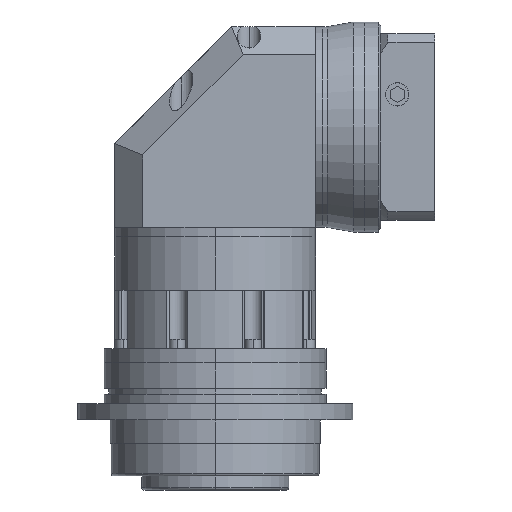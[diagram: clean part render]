
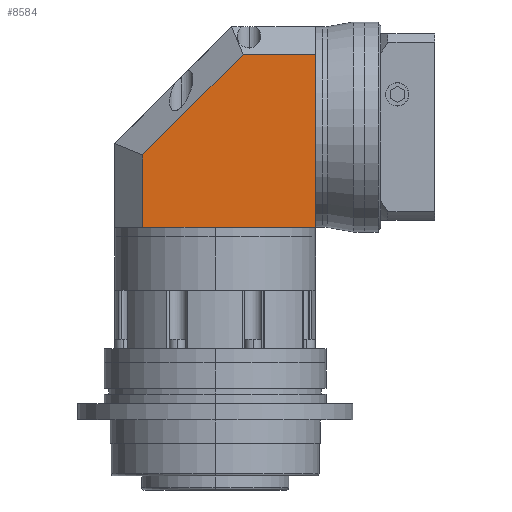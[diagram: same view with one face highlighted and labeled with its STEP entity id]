
A CAD part, left-side view. The second image highlights one B-rep face of the part: STEP entity #8584.
In plain terms, the highlighted planar face has unit normal (-1, 0, 0).
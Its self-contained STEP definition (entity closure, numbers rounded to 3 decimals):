
#464 = EDGE_CURVE ( 'NONE', #6954, #6868, #6795, .T. ) ;
#498 = VERTEX_POINT ( 'NONE', #14839 ) ;
#865 = CARTESIAN_POINT ( 'NONE',  ( -43., -43., 86. ) ) ;
#924 = CARTESIAN_POINT ( 'NONE',  ( -43., 0., 0. ) ) ;
#2128 = VECTOR ( 'NONE', #15711, 1000. ) ;
#2722 = CARTESIAN_POINT ( 'NONE',  ( -43., 31., 86. ) ) ;
#2875 = LINE ( 'NONE', #5770, #5025 ) ;
#3101 = VECTOR ( 'NONE', #12118, 1000. ) ;
#3302 = VECTOR ( 'NONE', #13049, 1000. ) ;
#3467 = VERTEX_POINT ( 'NONE', #11060 ) ;
#3982 = VERTEX_POINT ( 'NONE', #8132 ) ;
#4037 = DIRECTION ( 'NONE',  ( 0., 0., -1. ) ) ;
#4471 = EDGE_CURVE ( 'NONE', #12074, #6868, #6598, .T. ) ;
#4518 = LINE ( 'NONE', #8604, #11143 ) ;
#4530 = DIRECTION ( 'NONE',  ( 0., 1., 0. ) ) ;
#4557 = EDGE_CURVE ( 'NONE', #498, #12074, #5439, .T. ) ;
#4570 = PLANE ( 'NONE',  #8881 ) ;
#4765 = ORIENTED_EDGE ( 'NONE', *, *, #14406, .T. ) ;
#5025 = VECTOR ( 'NONE', #4530, 1000. ) ;
#5439 = LINE ( 'NONE', #5766, #2128 ) ;
#5766 = CARTESIAN_POINT ( 'NONE',  ( -43., -43., 0. ) ) ;
#5770 = CARTESIAN_POINT ( 'NONE',  ( -43., -43., 74. ) ) ;
#5827 = CARTESIAN_POINT ( 'NONE',  ( -43., -43., 86. ) ) ;
#5867 = ORIENTED_EDGE ( 'NONE', *, *, #464, .F. ) ;
#5941 = ORIENTED_EDGE ( 'NONE', *, *, #8543, .T. ) ;
#6598 = LINE ( 'NONE', #6724, #3302 ) ;
#6724 = CARTESIAN_POINT ( 'NONE',  ( -43., -43., 0. ) ) ;
#6795 = LINE ( 'NONE', #865, #3101 ) ;
#6868 = VERTEX_POINT ( 'NONE', #15559 ) ;
#6954 = VERTEX_POINT ( 'NONE', #13233 ) ;
#7582 = ORIENTED_EDGE ( 'NONE', *, *, #13453, .F. ) ;
#7807 = VECTOR ( 'NONE', #4037, 1000. ) ;
#8132 = CARTESIAN_POINT ( 'NONE',  ( -43., -43., 74. ) ) ;
#8352 = DIRECTION ( 'NONE',  ( 0., 0., -1. ) ) ;
#8543 = EDGE_CURVE ( 'NONE', #3982, #3467, #2875, .T. ) ;
#8584 = ADVANCED_FACE ( 'NONE', ( #14628 ), #4570, .F. ) ;
#8604 = CARTESIAN_POINT ( 'NONE',  ( -43., 34.515, 27.515 ) ) ;
#8856 = CARTESIAN_POINT ( 'NONE',  ( -43., -43., 86. ) ) ;
#8881 = AXIS2_PLACEMENT_3D ( 'NONE', #5827, #15824, #8352 ) ;
#10116 = DIRECTION ( 'NONE',  ( 0., 0., -1. ) ) ;
#11060 = CARTESIAN_POINT ( 'NONE',  ( -43., -11.971, 74. ) ) ;
#11111 = DIRECTION ( 'NONE',  ( 0., 0.707, -0.707 ) ) ;
#11128 = LINE ( 'NONE', #2722, #7807 ) ;
#11143 = VECTOR ( 'NONE', #11111, 1000. ) ;
#11198 = ORIENTED_EDGE ( 'NONE', *, *, #4557, .T. ) ;
#11356 = LINE ( 'NONE', #8856, #14701 ) ;
#12074 = VERTEX_POINT ( 'NONE', #924 ) ;
#12118 = DIRECTION ( 'NONE',  ( 0., 0., -1. ) ) ;
#12664 = VERTEX_POINT ( 'NONE', #13397 ) ;
#13049 = DIRECTION ( 'NONE',  ( 0., -1., 0. ) ) ;
#13233 = CARTESIAN_POINT ( 'NONE',  ( -43., -43., 43. ) ) ;
#13397 = CARTESIAN_POINT ( 'NONE',  ( -43., 31., 31.029 ) ) ;
#13453 = EDGE_CURVE ( 'NONE', #3982, #6954, #11356, .T. ) ;
#13568 = ORIENTED_EDGE ( 'NONE', *, *, #4471, .T. ) ;
#13665 = EDGE_CURVE ( 'NONE', #3467, #12664, #4518, .T. ) ;
#13951 = EDGE_LOOP ( 'NONE', ( #15257, #4765, #11198, #13568, #5867, #7582, #5941 ) ) ;
#14406 = EDGE_CURVE ( 'NONE', #12664, #498, #11128, .T. ) ;
#14628 = FACE_OUTER_BOUND ( 'NONE', #13951, .T. ) ;
#14701 = VECTOR ( 'NONE', #10116, 1000. ) ;
#14839 = CARTESIAN_POINT ( 'NONE',  ( -43., 31., 0. ) ) ;
#15257 = ORIENTED_EDGE ( 'NONE', *, *, #13665, .T. ) ;
#15559 = CARTESIAN_POINT ( 'NONE',  ( -43., -43., 0. ) ) ;
#15711 = DIRECTION ( 'NONE',  ( 0., -1., 0. ) ) ;
#15824 = DIRECTION ( 'NONE',  ( 1., 0., 0. ) ) ;
